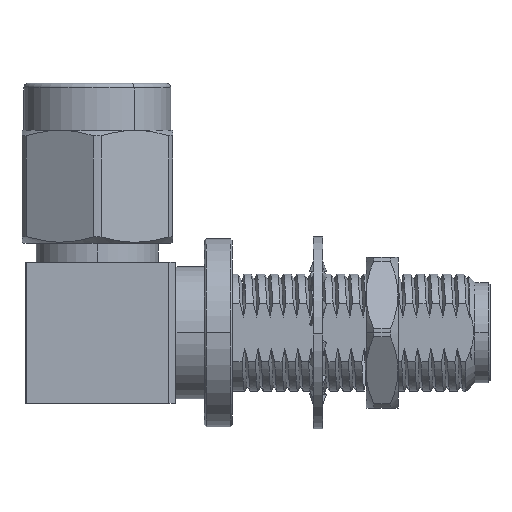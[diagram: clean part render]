
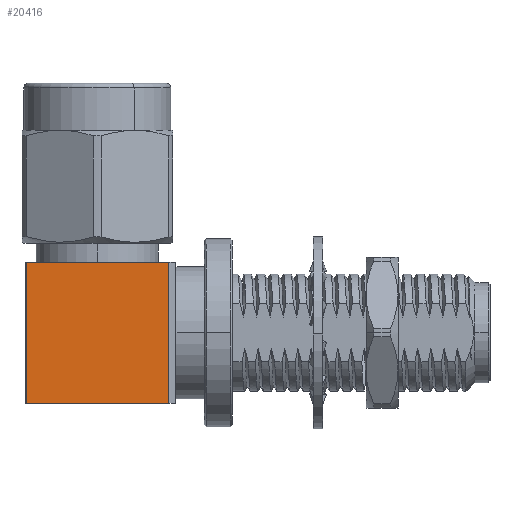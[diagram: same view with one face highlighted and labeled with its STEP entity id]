
A CAD part, left-side view. The second image highlights one B-rep face of the part: STEP entity #20416.
In plain terms, the highlighted planar face has unit normal (-1, 0, 0).
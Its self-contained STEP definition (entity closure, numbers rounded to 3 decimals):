
#29 = VERTEX_POINT ( 'NONE', #25515 ) ;
#138 = VERTEX_POINT ( 'NONE', #7331 ) ;
#164 = DIRECTION ( 'NONE',  ( 0., 0., 1. ) ) ;
#702 = LINE ( 'NONE', #24809, #9003 ) ;
#996 = ORIENTED_EDGE ( 'NONE', *, *, #1063, .F. ) ;
#1063 = EDGE_CURVE ( 'NONE', #9775, #138, #5613, .T. ) ;
#1203 = DIRECTION ( 'NONE',  ( 0., -1., 0. ) ) ;
#1363 = VERTEX_POINT ( 'NONE', #11969 ) ;
#2419 = EDGE_LOOP ( 'NONE', ( #8438, #996, #9572, #8727 ) ) ;
#3125 = EDGE_CURVE ( 'NONE', #29, #1363, #5833, .T. ) ;
#3368 = DIRECTION ( 'NONE',  ( -1., 0., 0. ) ) ;
#5432 = CARTESIAN_POINT ( 'NONE',  ( -4., -4.18, 10. ) ) ;
#5613 = LINE ( 'NONE', #17369, #9045 ) ;
#5833 = LINE ( 'NONE', #17853, #21810 ) ;
#7246 = LINE ( 'NONE', #11015, #19943 ) ;
#7301 = DIRECTION ( 'NONE',  ( 0., 0., -1. ) ) ;
#7331 = CARTESIAN_POINT ( 'NONE',  ( -4., -3.775, 0. ) ) ;
#7660 = AXIS2_PLACEMENT_3D ( 'NONE', #5432, #3368, #11138 ) ;
#8438 = ORIENTED_EDGE ( 'NONE', *, *, #12045, .F. ) ;
#8727 = ORIENTED_EDGE ( 'NONE', *, *, #3125, .F. ) ;
#9003 = VECTOR ( 'NONE', #1203, 1000. ) ;
#9045 = VECTOR ( 'NONE', #7301, 1000. ) ;
#9572 = ORIENTED_EDGE ( 'NONE', *, *, #16309, .F. ) ;
#9775 = VERTEX_POINT ( 'NONE', #25299 ) ;
#11015 = CARTESIAN_POINT ( 'NONE',  ( -4., -4.18, 0. ) ) ;
#11138 = DIRECTION ( 'NONE',  ( 0., 0., 1. ) ) ;
#11396 = FACE_OUTER_BOUND ( 'NONE', #2419, .T. ) ;
#11969 = CARTESIAN_POINT ( 'NONE',  ( -4., 3.775, 7.5 ) ) ;
#12045 = EDGE_CURVE ( 'NONE', #138, #29, #7246, .T. ) ;
#16309 = EDGE_CURVE ( 'NONE', #1363, #9775, #702, .T. ) ;
#17369 = CARTESIAN_POINT ( 'NONE',  ( -4., -3.775, 0. ) ) ;
#17853 = CARTESIAN_POINT ( 'NONE',  ( -4., 3.775, 0. ) ) ;
#19943 = VECTOR ( 'NONE', #22845, 1000. ) ;
#20416 = ADVANCED_FACE ( 'NONE', ( #11396 ), #21569, .T. ) ;
#21569 = PLANE ( 'NONE',  #7660 ) ;
#21810 = VECTOR ( 'NONE', #164, 1000. ) ;
#22845 = DIRECTION ( 'NONE',  ( 0., 1., 0. ) ) ;
#24809 = CARTESIAN_POINT ( 'NONE',  ( -4., 3.25, 7.5 ) ) ;
#25299 = CARTESIAN_POINT ( 'NONE',  ( -4., -3.775, 7.5 ) ) ;
#25515 = CARTESIAN_POINT ( 'NONE',  ( -4., 3.775, 0. ) ) ;
